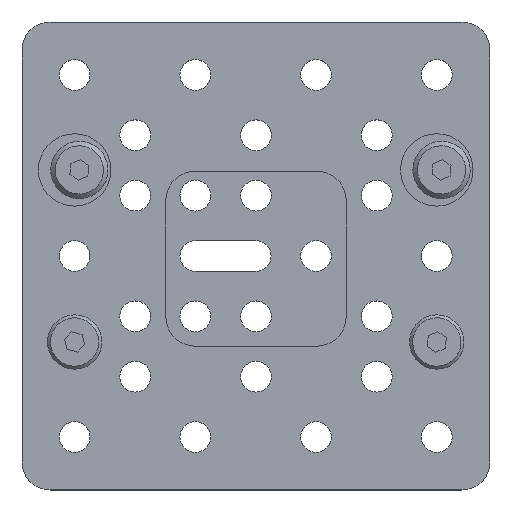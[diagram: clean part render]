
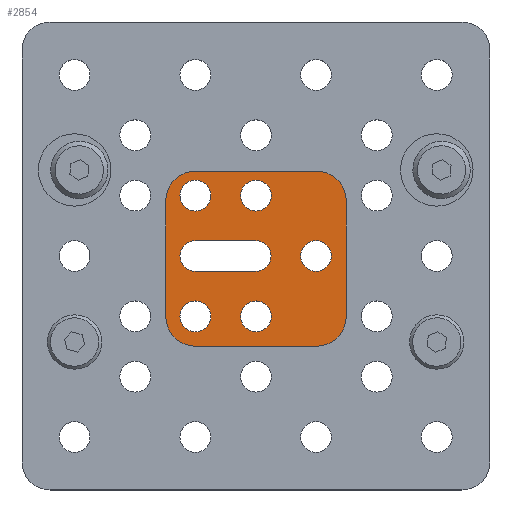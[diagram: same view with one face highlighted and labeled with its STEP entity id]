
A CAD part, top view. The second image highlights one B-rep face of the part: STEP entity #2854.
In plain terms, the highlighted planar face has unit normal (0, 0, 1).
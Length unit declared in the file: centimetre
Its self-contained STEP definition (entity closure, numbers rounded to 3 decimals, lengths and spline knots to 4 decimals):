
#176=LINE('',#4447,#304);
#180=LINE('',#4458,#308);
#202=LINE('',#4643,#330);
#203=LINE('',#4647,#331);
#204=LINE('',#4651,#332);
#205=LINE('',#4654,#333);
#304=VECTOR('',#3499,1.);
#308=VECTOR('',#3511,1.);
#330=VECTOR('',#3713,2.006);
#331=VECTOR('',#3716,1.9158);
#332=VECTOR('',#3719,2.006);
#333=VECTOR('',#3722,1.9158);
#631=FACE_BOUND('',#1028,.T.);
#632=FACE_BOUND('',#1029,.T.);
#633=FACE_BOUND('',#1030,.T.);
#634=FACE_BOUND('',#1031,.T.);
#635=FACE_BOUND('',#1032,.T.);
#636=FACE_BOUND('',#1033,.T.);
#748=FACE_OUTER_BOUND('',#1027,.T.);
#1027=EDGE_LOOP('',(#2239,#2240,#2241,#2242,#2243,#2244,#2245,#2246));
#1028=EDGE_LOOP('',(#2247,#2248,#2249,#2250));
#1029=EDGE_LOOP('',(#2251));
#1030=EDGE_LOOP('',(#2252));
#1031=EDGE_LOOP('',(#2253));
#1032=EDGE_LOOP('',(#2254));
#1033=EDGE_LOOP('',(#2255));
#1256=CIRCLE('',#3029,0.255);
#1258=CIRCLE('',#3032,0.255);
#1260=CIRCLE('',#3035,0.255);
#1262=CIRCLE('',#3038,0.255);
#1264=CIRCLE('',#3041,0.255);
#1265=CIRCLE('',#3043,0.255);
#1267=CIRCLE('',#3047,0.255);
#1327=CIRCLE('',#3139,0.4921);
#1328=CIRCLE('',#3140,0.4921);
#1329=CIRCLE('',#3141,0.4921);
#1330=CIRCLE('',#3142,0.4921);
#1456=VERTEX_POINT('',#4414);
#1458=VERTEX_POINT('',#4419);
#1460=VERTEX_POINT('',#4424);
#1462=VERTEX_POINT('',#4429);
#1464=VERTEX_POINT('',#4434);
#1465=VERTEX_POINT('',#4437);
#1466=VERTEX_POINT('',#4438);
#1469=VERTEX_POINT('',#4446);
#1471=VERTEX_POINT('',#4452);
#1543=VERTEX_POINT('',#4639);
#1544=VERTEX_POINT('',#4640);
#1545=VERTEX_POINT('',#4642);
#1546=VERTEX_POINT('',#4644);
#1547=VERTEX_POINT('',#4646);
#1548=VERTEX_POINT('',#4648);
#1549=VERTEX_POINT('',#4650);
#1550=VERTEX_POINT('',#4652);
#1711=EDGE_CURVE('',#1456,#1456,#1256,.T.);
#1713=EDGE_CURVE('',#1458,#1458,#1258,.T.);
#1715=EDGE_CURVE('',#1460,#1460,#1260,.T.);
#1717=EDGE_CURVE('',#1462,#1462,#1262,.T.);
#1719=EDGE_CURVE('',#1464,#1464,#1264,.T.);
#1720=EDGE_CURVE('',#1465,#1466,#1265,.F.);
#1724=EDGE_CURVE('',#1466,#1469,#176,.T.);
#1727=EDGE_CURVE('',#1469,#1471,#1267,.F.);
#1730=EDGE_CURVE('',#1471,#1465,#180,.T.);
#1810=EDGE_CURVE('',#1543,#1544,#1327,.T.);
#1811=EDGE_CURVE('',#1544,#1545,#202,.T.);
#1812=EDGE_CURVE('',#1545,#1546,#1328,.T.);
#1813=EDGE_CURVE('',#1546,#1547,#203,.T.);
#1814=EDGE_CURVE('',#1547,#1548,#1329,.T.);
#1815=EDGE_CURVE('',#1548,#1549,#204,.T.);
#1816=EDGE_CURVE('',#1549,#1550,#1330,.T.);
#1817=EDGE_CURVE('',#1550,#1543,#205,.T.);
#2239=ORIENTED_EDGE('',*,*,#1810,.T.);
#2240=ORIENTED_EDGE('',*,*,#1811,.T.);
#2241=ORIENTED_EDGE('',*,*,#1812,.T.);
#2242=ORIENTED_EDGE('',*,*,#1813,.T.);
#2243=ORIENTED_EDGE('',*,*,#1814,.T.);
#2244=ORIENTED_EDGE('',*,*,#1815,.T.);
#2245=ORIENTED_EDGE('',*,*,#1816,.T.);
#2246=ORIENTED_EDGE('',*,*,#1817,.T.);
#2247=ORIENTED_EDGE('',*,*,#1720,.T.);
#2248=ORIENTED_EDGE('',*,*,#1724,.T.);
#2249=ORIENTED_EDGE('',*,*,#1727,.T.);
#2250=ORIENTED_EDGE('',*,*,#1730,.T.);
#2251=ORIENTED_EDGE('',*,*,#1711,.F.);
#2252=ORIENTED_EDGE('',*,*,#1713,.F.);
#2253=ORIENTED_EDGE('',*,*,#1715,.F.);
#2254=ORIENTED_EDGE('',*,*,#1717,.F.);
#2255=ORIENTED_EDGE('',*,*,#1719,.F.);
#2750=PLANE('',#3138);
#2854=ADVANCED_FACE('',(#748,#631,#632,#633,#634,#635,#636),#2750,.T.);
#3029=AXIS2_PLACEMENT_3D('',#4415,#3463,#3464);
#3032=AXIS2_PLACEMENT_3D('',#4420,#3469,#3470);
#3035=AXIS2_PLACEMENT_3D('',#4425,#3475,#3476);
#3038=AXIS2_PLACEMENT_3D('',#4430,#3481,#3482);
#3041=AXIS2_PLACEMENT_3D('',#4435,#3487,#3488);
#3043=AXIS2_PLACEMENT_3D('',#4439,#3491,#3492);
#3047=AXIS2_PLACEMENT_3D('',#4453,#3504,#3505);
#3138=AXIS2_PLACEMENT_3D('',#4638,#3709,#3710);
#3139=AXIS2_PLACEMENT_3D('',#4641,#3711,#3712);
#3140=AXIS2_PLACEMENT_3D('',#4645,#3714,#3715);
#3141=AXIS2_PLACEMENT_3D('',#4649,#3717,#3718);
#3142=AXIS2_PLACEMENT_3D('',#4653,#3720,#3721);
#3463=DIRECTION('center_axis',(0.,0.,1.));
#3464=DIRECTION('ref_axis',(1.,0.,0.));
#3469=DIRECTION('center_axis',(0.,0.,1.));
#3470=DIRECTION('ref_axis',(1.,0.,0.));
#3475=DIRECTION('center_axis',(0.,0.,1.));
#3476=DIRECTION('ref_axis',(1.,0.,0.));
#3481=DIRECTION('center_axis',(0.,0.,1.));
#3482=DIRECTION('ref_axis',(1.,0.,0.));
#3487=DIRECTION('center_axis',(0.,0.,1.));
#3488=DIRECTION('ref_axis',(1.,0.,0.));
#3491=DIRECTION('center_axis',(0.,0.,1.));
#3492=DIRECTION('ref_axis',(1.,0.,0.));
#3499=DIRECTION('',(1.,0.,0.));
#3504=DIRECTION('center_axis',(0.,0.,1.));
#3505=DIRECTION('ref_axis',(1.,0.,0.));
#3511=DIRECTION('',(-1.,0.,0.));
#3709=DIRECTION('center_axis',(0.,0.,1.));
#3710=DIRECTION('ref_axis',(1.,0.,0.));
#3711=DIRECTION('center_axis',(0.,0.,1.));
#3712=DIRECTION('ref_axis',(1.,0.,0.));
#3713=DIRECTION('',(1.,0.,0.));
#3714=DIRECTION('center_axis',(0.,0.,1.));
#3715=DIRECTION('ref_axis',(1.,0.,0.));
#3716=DIRECTION('',(0.,1.,0.));
#3717=DIRECTION('center_axis',(0.,0.,1.));
#3718=DIRECTION('ref_axis',(-1.,0.,0.));
#3719=DIRECTION('',(-1.,0.,0.));
#3720=DIRECTION('center_axis',(0.,0.,1.));
#3721=DIRECTION('ref_axis',(1.,0.,0.));
#3722=DIRECTION('',(0.,-1.,0.));
#4414=CARTESIAN_POINT('',(0.255,1.,0.45));
#4415=CARTESIAN_POINT('Origin',(0.,1.,0.45));
#4419=CARTESIAN_POINT('',(-0.75,1.,0.45));
#4420=CARTESIAN_POINT('Origin',(-1.005,1.,0.45));
#4424=CARTESIAN_POINT('',(1.25,0.,0.45));
#4425=CARTESIAN_POINT('Origin',(0.995,0.,0.45));
#4429=CARTESIAN_POINT('',(-0.75,-1.,0.45));
#4430=CARTESIAN_POINT('Origin',(-1.005,-1.,0.45));
#4434=CARTESIAN_POINT('',(0.255,-1.,0.45));
#4435=CARTESIAN_POINT('Origin',(0.,-1.,0.45));
#4437=CARTESIAN_POINT('',(-1.005,-0.255,0.45));
#4438=CARTESIAN_POINT('',(-1.005,0.255,0.45));
#4439=CARTESIAN_POINT('Origin',(-1.005,0.,0.45));
#4446=CARTESIAN_POINT('',(-0.005,0.255,0.45));
#4447=CARTESIAN_POINT('',(-1.005,0.255,0.45));
#4452=CARTESIAN_POINT('',(-0.005,-0.255,0.45));
#4453=CARTESIAN_POINT('Origin',(-0.005,0.,0.45));
#4458=CARTESIAN_POINT('',(-0.005,-0.255,0.45));
#4638=CARTESIAN_POINT('Origin',(-1.003,-1.0029,0.45));
#4639=CARTESIAN_POINT('',(-1.4951,-1.0029,0.45));
#4640=CARTESIAN_POINT('',(-1.003,-1.495,0.45));
#4641=CARTESIAN_POINT('Origin',(-1.003,-1.0029,0.45));
#4642=CARTESIAN_POINT('',(1.003,-1.495,0.45));
#4643=CARTESIAN_POINT('',(-1.003,-1.495,0.45));
#4644=CARTESIAN_POINT('',(1.4951,-1.0029,0.45));
#4645=CARTESIAN_POINT('Origin',(1.003,-1.0029,0.45));
#4646=CARTESIAN_POINT('',(1.4951,0.9129,0.45));
#4647=CARTESIAN_POINT('',(1.4951,-1.0029,0.45));
#4648=CARTESIAN_POINT('',(1.003,1.405,0.45));
#4649=CARTESIAN_POINT('Origin',(1.003,0.9129,0.45));
#4650=CARTESIAN_POINT('',(-1.003,1.405,0.45));
#4651=CARTESIAN_POINT('',(1.003,1.405,0.45));
#4652=CARTESIAN_POINT('',(-1.4951,0.9129,0.45));
#4653=CARTESIAN_POINT('Origin',(-1.003,0.9129,0.45));
#4654=CARTESIAN_POINT('',(-1.4951,0.9129,0.45));
